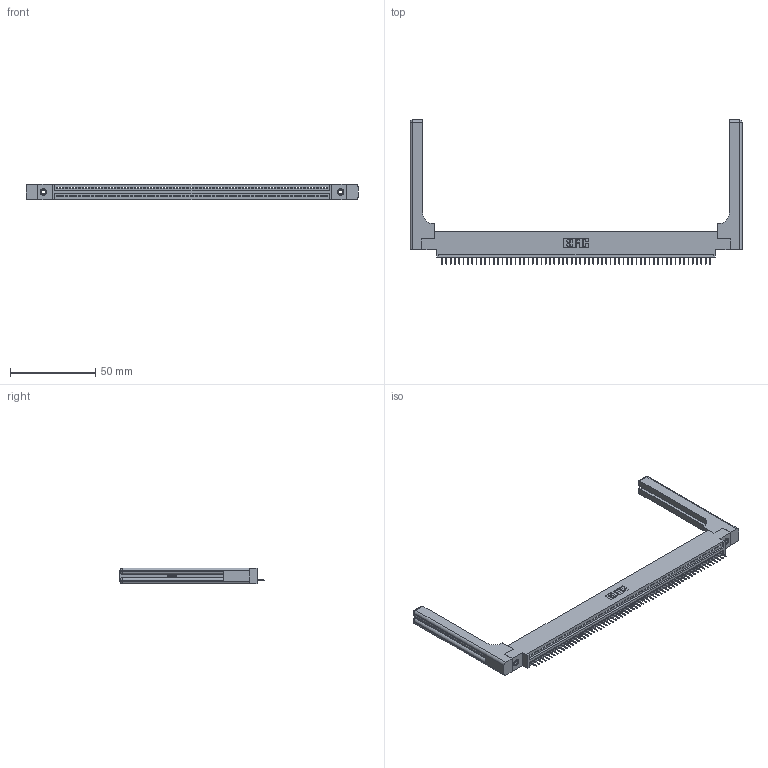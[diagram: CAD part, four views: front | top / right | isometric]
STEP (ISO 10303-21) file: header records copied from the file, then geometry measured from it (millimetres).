
FILE_DESCRIPTION (( 'STEP AP203' ), '1' );
FILE_NAME ('395-063-524-658.STEP', '2019-10-24T21:46:03', ( '' ), ( '' ), 'SwSTEP 2.0', 'SolidWorks 2016', '' );
FILE_SCHEMA (( 'CONFIG_CONTROL_DESIGN' ));
Length unit declared in the file: inch
Products named in the file (5): 345-250-001_345-250-001-102; 345 Part_0.170 Offset - 0.156 Dia-TH; 345-292-001_345-293-124; 395-063-524-658; 345-220-058_345-220-058
Assembly tree (68 placements, depth 2):
  395-063-524-658
    345 Part_0.170 Offset - 0.156 Dia-TH
    345-292-001_345-293-124  x63
    345-250-001_345-250-001-102  x2
    345-220-058_345-220-058  x2
Bounding box: 195.05 x 84.63 x 9.4 mm (x, y, z)
Volume: 26840.5 mm3; surface area: 29288 mm2
Topology: 68 solids, 68 shells, 4292 faces, 12359 edges, 7966 vertices
Faces by surface type: plane 3130, cylinder 1102, bspline 36, cone 12, sphere 8, torus 4
Entity records: 49976 total; most frequent: CARTESIAN_POINT 9626, ORIENTED_EDGE 8420, DIRECTION 7324, EDGE_CURVE 4210, LINE 3738, VECTOR 3738, VERTEX_POINT 2794, AXIS2_PLACEMENT_3D 1793
